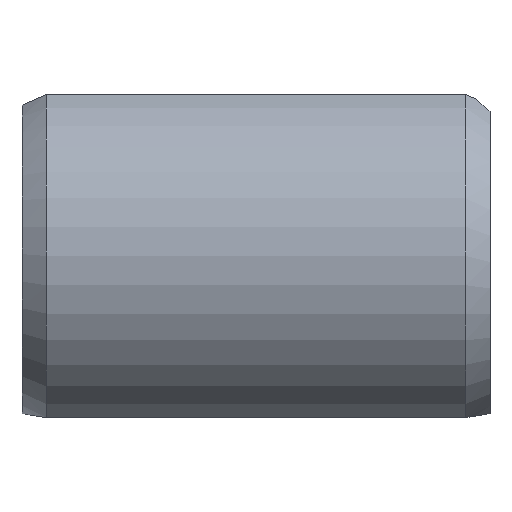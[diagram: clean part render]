
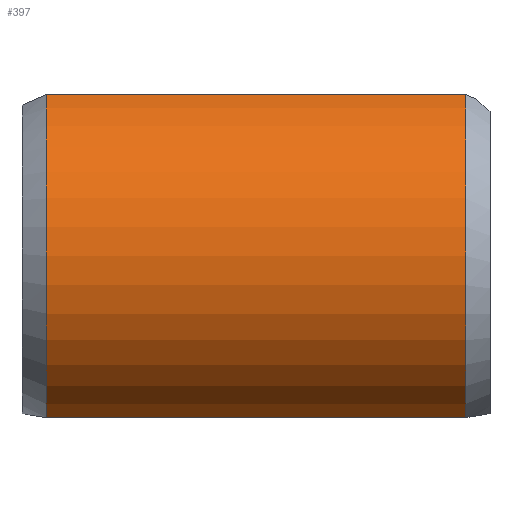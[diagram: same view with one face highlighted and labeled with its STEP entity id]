
A CAD part, left-side view. The second image highlights one B-rep face of the part: STEP entity #397.
In plain terms, the highlighted cylindrical face has radius 4.763 mm (diameter 9.525 mm), a partial arc.
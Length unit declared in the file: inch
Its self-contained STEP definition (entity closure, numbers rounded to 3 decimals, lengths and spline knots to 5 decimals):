
#36 = DIRECTION ( 'NONE',  ( 0., 1., 0. ) ) ;
#37 = CARTESIAN_POINT ( 'NONE',  ( 0., 0.02598, 0. ) ) ;
#40 = CARTESIAN_POINT ( 'NONE',  ( -0.07302, 0.5, 0.1727 ) ) ;
#41 = DIRECTION ( 'NONE',  ( 0., -1., 0. ) ) ;
#42 = DIRECTION ( 'NONE',  ( 0., 1., 0. ) ) ;
#57 = ORIENTED_EDGE ( 'NONE', *, *, #554, .T. ) ;
#124 = CIRCLE ( 'NONE', #255, 0.1875 ) ;
#133 = CYLINDRICAL_SURFACE ( 'NONE', #510, 0.1875 ) ;
#135 = FACE_OUTER_BOUND ( 'NONE', #708, .T. ) ;
#195 = DIRECTION ( 'NONE',  ( 0., -1., 0. ) ) ;
#196 = CARTESIAN_POINT ( 'NONE',  ( 0., 0.5, 0. ) ) ;
#197 = DIRECTION ( 'NONE',  ( 0., 0., -1. ) ) ;
#219 = CARTESIAN_POINT ( 'NONE',  ( -0.07292, 0.25, -0.17274 ) ) ;
#255 = AXIS2_PLACEMENT_3D ( 'NONE', #742, #741, #744 ) ;
#263 = AXIS2_PLACEMENT_3D ( 'NONE', #37, #36, #745 ) ;
#341 = CARTESIAN_POINT ( 'NONE',  ( -0.07302, 0.47402, 0.1727 ) ) ;
#342 = CARTESIAN_POINT ( 'NONE',  ( -0.07302, 0.02598, 0.1727 ) ) ;
#346 = CARTESIAN_POINT ( 'NONE',  ( -0.07292, 0.02598, -0.17274 ) ) ;
#353 = CARTESIAN_POINT ( 'NONE',  ( -0.07292, 0.47402, -0.17274 ) ) ;
#397 = ADVANCED_FACE ( 'NONE', ( #135 ), #133, .T. ) ;
#424 = VERTEX_POINT ( 'NONE', #346 ) ;
#426 = VERTEX_POINT ( 'NONE', #353 ) ;
#429 = VERTEX_POINT ( 'NONE', #342 ) ;
#430 = VERTEX_POINT ( 'NONE', #341 ) ;
#464 = ORIENTED_EDGE ( 'NONE', *, *, #556, .T. ) ;
#465 = ORIENTED_EDGE ( 'NONE', *, *, #557, .T. ) ;
#510 = AXIS2_PLACEMENT_3D ( 'NONE', #196, #195, #197 ) ;
#554 = EDGE_CURVE ( 'NONE', #426, #424, #602, .T. ) ;
#555 = EDGE_CURVE ( 'NONE', #424, #429, #605, .T. ) ;
#556 = EDGE_CURVE ( 'NONE', #429, #430, #604, .T. ) ;
#557 = EDGE_CURVE ( 'NONE', #430, #426, #124, .T. ) ;
#597 = VECTOR ( 'NONE', #42, 39.37008 ) ;
#602 = LINE ( 'NONE', #219, #603 ) ;
#603 = VECTOR ( 'NONE', #41, 39.37008 ) ;
#604 = LINE ( 'NONE', #40, #597 ) ;
#605 = CIRCLE ( 'NONE', #263, 0.1875 ) ;
#688 = ORIENTED_EDGE ( 'NONE', *, *, #555, .T. ) ;
#708 = EDGE_LOOP ( 'NONE', ( #57, #688, #464, #465 ) ) ;
#741 = DIRECTION ( 'NONE',  ( 0., -1., 0. ) ) ;
#742 = CARTESIAN_POINT ( 'NONE',  ( 0., 0.47402, 0. ) ) ;
#744 = DIRECTION ( 'NONE',  ( 0., 0., 1. ) ) ;
#745 = DIRECTION ( 'NONE',  ( 0., 0., 1. ) ) ;
